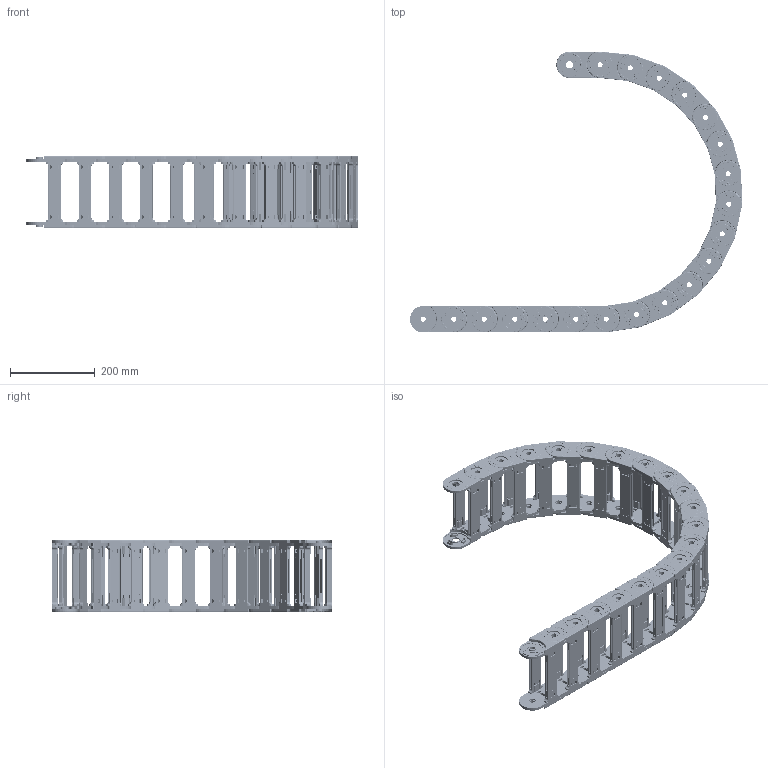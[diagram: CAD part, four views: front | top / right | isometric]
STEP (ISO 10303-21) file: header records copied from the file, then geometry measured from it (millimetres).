
FILE_DESCRIPTION (( 'STEP AP214' ), '1' );
FILE_NAME ('CK40-A140-R300.STEP', '2019-09-06T14:35:04', ( '' ), ( '' ), 'SwSTEP 2.0', 'SolidWorks 2017', '' );
FILE_SCHEMA (( 'AUTOMOTIVE_DESIGN' ));
Length unit declared in the file: millimetre
Products named in the file (2): CK40-A140; CK40-A140-R300
Assembly tree (20 placements, depth 2):
  CK40-A140-R300
    CK40-A140  x20
Bounding box: 783.11 x 662 x 169.4 mm (x, y, z)
Volume: 3262761.5 mm3; surface area: 1893788.9 mm2
Topology: 80 solids, 200 shells, 19440 faces, 49880 edges, 32240 vertices
Faces by surface type: plane 8240, cylinder 6720, bspline 2080, torus 2000, sphere 400
Entity records: 35329 total; most frequent: CARTESIAN_POINT 11405, DIRECTION 4978, ORIENTED_EDGE 4968, EDGE_CURVE 2484, AXIS2_PLACEMENT_3D 1813, VERTEX_POINT 1612, LINE 1352, VECTOR 1352
